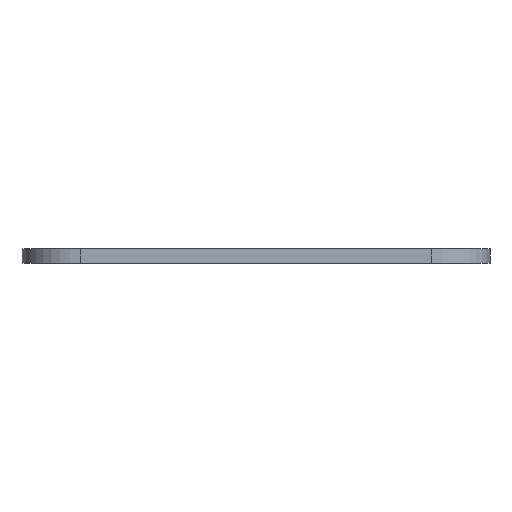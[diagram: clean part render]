
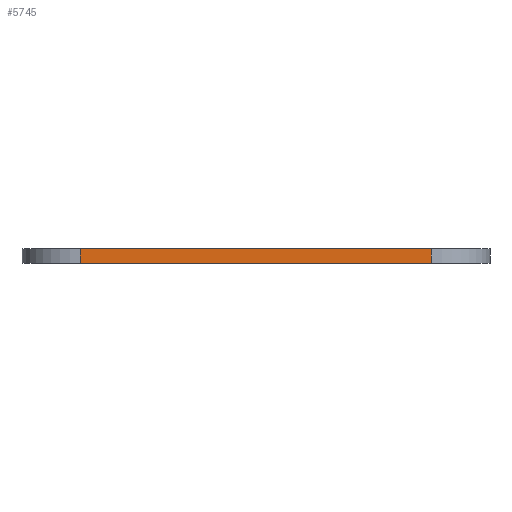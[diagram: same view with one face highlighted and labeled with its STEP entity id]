
A CAD part, left-side view. The second image highlights one B-rep face of the part: STEP entity #5745.
In plain terms, the highlighted planar face has unit normal (-1, 0, 0).
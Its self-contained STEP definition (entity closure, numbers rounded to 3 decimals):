
#84 = PLANE('',#85);
#85 = AXIS2_PLACEMENT_3D('',#86,#87,#88);
#86 = CARTESIAN_POINT('',(148.501,-105.004,1.6));
#87 = DIRECTION('',(0.,0.,1.));
#88 = DIRECTION('',(1.,0.,-0.));
#139 = PLANE('',#140);
#140 = AXIS2_PLACEMENT_3D('',#141,#142,#143);
#141 = CARTESIAN_POINT('',(148.501,-105.004,0.));
#142 = DIRECTION('',(0.,0.,1.));
#143 = DIRECTION('',(1.,0.,-0.));
#172 = CYLINDRICAL_SURFACE('',#173,6.35);
#173 = AXIS2_PLACEMENT_3D('',#174,#175,#176);
#174 = CARTESIAN_POINT('',(104.051,-124.054,0.));
#175 = DIRECTION('',(-0.,-0.,-1.));
#176 = DIRECTION('',(1.,0.,-0.));
#361 = VERTEX_POINT('',#362);
#362 = CARTESIAN_POINT('',(97.701,-85.954,0.));
#377 = CYLINDRICAL_SURFACE('',#378,6.35);
#378 = AXIS2_PLACEMENT_3D('',#379,#380,#381);
#379 = CARTESIAN_POINT('',(104.051,-85.954,0.));
#380 = DIRECTION('',(-0.,-0.,-1.));
#381 = DIRECTION('',(1.,0.,-0.));
#389 = EDGE_CURVE('',#361,#390,#392,.T.);
#390 = VERTEX_POINT('',#391);
#391 = CARTESIAN_POINT('',(97.701,-124.054,0.));
#392 = SURFACE_CURVE('',#393,(#397,#404),.PCURVE_S1.);
#393 = LINE('',#394,#395);
#394 = CARTESIAN_POINT('',(97.701,-85.954,0.));
#395 = VECTOR('',#396,1.);
#396 = DIRECTION('',(0.,-1.,0.));
#397 = PCURVE('',#139,#398);
#398 = DEFINITIONAL_REPRESENTATION('',(#399),#403);
#399 = LINE('',#400,#401);
#400 = CARTESIAN_POINT('',(-50.8,19.05));
#401 = VECTOR('',#402,1.);
#402 = DIRECTION('',(0.,-1.));
#403 = ( GEOMETRIC_REPRESENTATION_CONTEXT(2) 
PARAMETRIC_REPRESENTATION_CONTEXT() REPRESENTATION_CONTEXT('2D SPACE',''
  ) );
#404 = PCURVE('',#405,#410);
#405 = PLANE('',#406);
#406 = AXIS2_PLACEMENT_3D('',#407,#408,#409);
#407 = CARTESIAN_POINT('',(97.701,-85.954,0.));
#408 = DIRECTION('',(1.,0.,-0.));
#409 = DIRECTION('',(0.,-1.,0.));
#410 = DEFINITIONAL_REPRESENTATION('',(#411),#415);
#411 = LINE('',#412,#413);
#412 = CARTESIAN_POINT('',(0.,0.));
#413 = VECTOR('',#414,1.);
#414 = DIRECTION('',(1.,0.));
#415 = ( GEOMETRIC_REPRESENTATION_CONTEXT(2) 
PARAMETRIC_REPRESENTATION_CONTEXT() REPRESENTATION_CONTEXT('2D SPACE',''
  ) );
#3283 = VERTEX_POINT('',#3284);
#3284 = CARTESIAN_POINT('',(97.701,-85.954,1.6));
#3306 = EDGE_CURVE('',#3283,#3307,#3309,.T.);
#3307 = VERTEX_POINT('',#3308);
#3308 = CARTESIAN_POINT('',(97.701,-124.054,1.6));
#3309 = SURFACE_CURVE('',#3310,(#3314,#3321),.PCURVE_S1.);
#3310 = LINE('',#3311,#3312);
#3311 = CARTESIAN_POINT('',(97.701,-85.954,1.6));
#3312 = VECTOR('',#3313,1.);
#3313 = DIRECTION('',(0.,-1.,0.));
#3314 = PCURVE('',#84,#3315);
#3315 = DEFINITIONAL_REPRESENTATION('',(#3316),#3320);
#3316 = LINE('',#3317,#3318);
#3317 = CARTESIAN_POINT('',(-50.8,19.05));
#3318 = VECTOR('',#3319,1.);
#3319 = DIRECTION('',(0.,-1.));
#3320 = ( GEOMETRIC_REPRESENTATION_CONTEXT(2) 
PARAMETRIC_REPRESENTATION_CONTEXT() REPRESENTATION_CONTEXT('2D SPACE',''
  ) );
#3321 = PCURVE('',#405,#3322);
#3322 = DEFINITIONAL_REPRESENTATION('',(#3323),#3327);
#3323 = LINE('',#3324,#3325);
#3324 = CARTESIAN_POINT('',(0.,-1.6));
#3325 = VECTOR('',#3326,1.);
#3326 = DIRECTION('',(1.,0.));
#3327 = ( GEOMETRIC_REPRESENTATION_CONTEXT(2) 
PARAMETRIC_REPRESENTATION_CONTEXT() REPRESENTATION_CONTEXT('2D SPACE',''
  ) );
#5695 = EDGE_CURVE('',#390,#3307,#5696,.T.);
#5696 = SURFACE_CURVE('',#5697,(#5701,#5708),.PCURVE_S1.);
#5697 = LINE('',#5698,#5699);
#5698 = CARTESIAN_POINT('',(97.701,-124.054,0.));
#5699 = VECTOR('',#5700,1.);
#5700 = DIRECTION('',(0.,0.,1.));
#5701 = PCURVE('',#172,#5702);
#5702 = DEFINITIONAL_REPRESENTATION('',(#5703),#5707);
#5703 = LINE('',#5704,#5705);
#5704 = CARTESIAN_POINT('',(-3.142,0.));
#5705 = VECTOR('',#5706,1.);
#5706 = DIRECTION('',(-0.,-1.));
#5707 = ( GEOMETRIC_REPRESENTATION_CONTEXT(2) 
PARAMETRIC_REPRESENTATION_CONTEXT() REPRESENTATION_CONTEXT('2D SPACE',''
  ) );
#5708 = PCURVE('',#405,#5709);
#5709 = DEFINITIONAL_REPRESENTATION('',(#5710),#5714);
#5710 = LINE('',#5711,#5712);
#5711 = CARTESIAN_POINT('',(38.1,0.));
#5712 = VECTOR('',#5713,1.);
#5713 = DIRECTION('',(0.,-1.));
#5714 = ( GEOMETRIC_REPRESENTATION_CONTEXT(2) 
PARAMETRIC_REPRESENTATION_CONTEXT() REPRESENTATION_CONTEXT('2D SPACE',''
  ) );
#5745 = ADVANCED_FACE('',(#5746),#405,.F.);
#5746 = FACE_BOUND('',#5747,.F.);
#5747 = EDGE_LOOP('',(#5748,#5769,#5770,#5771));
#5748 = ORIENTED_EDGE('',*,*,#5749,.T.);
#5749 = EDGE_CURVE('',#361,#3283,#5750,.T.);
#5750 = SURFACE_CURVE('',#5751,(#5755,#5762),.PCURVE_S1.);
#5751 = LINE('',#5752,#5753);
#5752 = CARTESIAN_POINT('',(97.701,-85.954,0.));
#5753 = VECTOR('',#5754,1.);
#5754 = DIRECTION('',(0.,0.,1.));
#5755 = PCURVE('',#405,#5756);
#5756 = DEFINITIONAL_REPRESENTATION('',(#5757),#5761);
#5757 = LINE('',#5758,#5759);
#5758 = CARTESIAN_POINT('',(0.,0.));
#5759 = VECTOR('',#5760,1.);
#5760 = DIRECTION('',(0.,-1.));
#5761 = ( GEOMETRIC_REPRESENTATION_CONTEXT(2) 
PARAMETRIC_REPRESENTATION_CONTEXT() REPRESENTATION_CONTEXT('2D SPACE',''
  ) );
#5762 = PCURVE('',#377,#5763);
#5763 = DEFINITIONAL_REPRESENTATION('',(#5764),#5768);
#5764 = LINE('',#5765,#5766);
#5765 = CARTESIAN_POINT('',(-3.142,0.));
#5766 = VECTOR('',#5767,1.);
#5767 = DIRECTION('',(-0.,-1.));
#5768 = ( GEOMETRIC_REPRESENTATION_CONTEXT(2) 
PARAMETRIC_REPRESENTATION_CONTEXT() REPRESENTATION_CONTEXT('2D SPACE',''
  ) );
#5769 = ORIENTED_EDGE('',*,*,#3306,.T.);
#5770 = ORIENTED_EDGE('',*,*,#5695,.F.);
#5771 = ORIENTED_EDGE('',*,*,#389,.F.);
